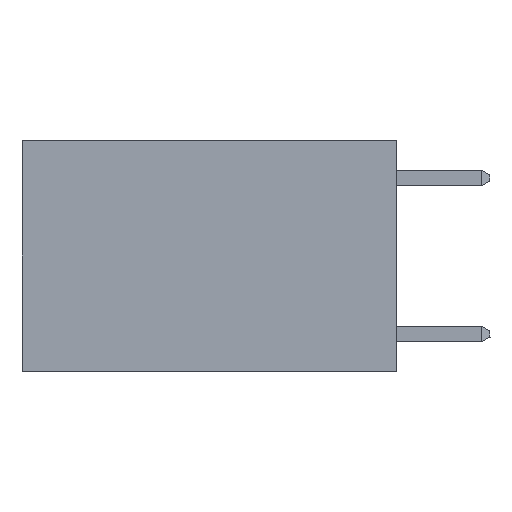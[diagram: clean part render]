
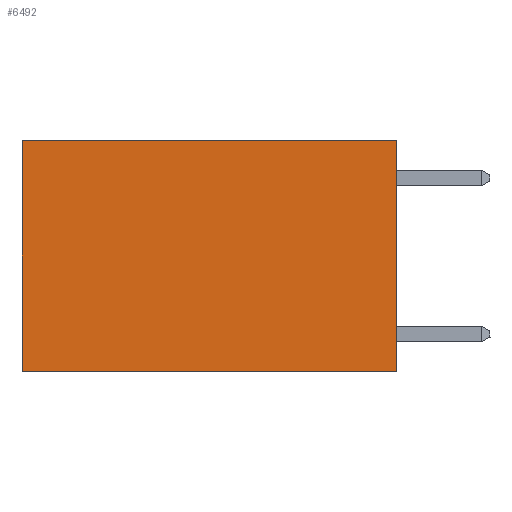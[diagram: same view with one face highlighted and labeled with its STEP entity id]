
A CAD part, left-side view. The second image highlights one B-rep face of the part: STEP entity #6492.
In plain terms, the highlighted planar face has unit normal (-1, 0, 0).
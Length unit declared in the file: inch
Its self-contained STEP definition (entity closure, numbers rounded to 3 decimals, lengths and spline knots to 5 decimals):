
#122 = EDGE_CURVE ( 'NONE', #5860, #189, #2607, .T. ) ;
#189 = VERTEX_POINT ( 'NONE', #791 ) ;
#601 = VERTEX_POINT ( 'NONE', #6363 ) ;
#791 = CARTESIAN_POINT ( 'NONE',  ( 0.2625, 0.6, -0.37 ) ) ;
#856 = VECTOR ( 'NONE', #9396, 39.37008 ) ;
#991 = CARTESIAN_POINT ( 'NONE',  ( 0.2625, 0.6, 0. ) ) ;
#1029 = VECTOR ( 'NONE', #4124, 39.37008 ) ;
#1161 = LINE ( 'NONE', #8408, #856 ) ;
#2317 = CARTESIAN_POINT ( 'NONE',  ( 0.2625, 0., 0. ) ) ;
#2607 = LINE ( 'NONE', #7730, #12027 ) ;
#2615 = EDGE_CURVE ( 'NONE', #4436, #189, #6239, .T. ) ;
#3209 = AXIS2_PLACEMENT_3D ( 'NONE', #2317, #4285, #11077 ) ;
#3558 = FACE_OUTER_BOUND ( 'NONE', #5138, .T. ) ;
#4124 = DIRECTION ( 'NONE',  ( 0., 0., -1. ) ) ;
#4285 = DIRECTION ( 'NONE',  ( 1., 0., 0. ) ) ;
#4436 = VERTEX_POINT ( 'NONE', #991 ) ;
#5138 = EDGE_LOOP ( 'NONE', ( #11680, #11459, #6858, #11282 ) ) ;
#5226 = PLANE ( 'NONE',  #3209 ) ;
#5860 = VERTEX_POINT ( 'NONE', #6338 ) ;
#6239 = LINE ( 'NONE', #11901, #1029 ) ;
#6338 = CARTESIAN_POINT ( 'NONE',  ( 0.2625, 0., -0.37 ) ) ;
#6363 = CARTESIAN_POINT ( 'NONE',  ( 0.2625, 0., 0. ) ) ;
#6492 = ADVANCED_FACE ( 'NONE', ( #3558 ), #5226, .F. ) ;
#6858 = ORIENTED_EDGE ( 'NONE', *, *, #9026, .F. ) ;
#7730 = CARTESIAN_POINT ( 'NONE',  ( 0.2625, 0., -0.37 ) ) ;
#8408 = CARTESIAN_POINT ( 'NONE',  ( 0.2625, 0., 0. ) ) ;
#8741 = VECTOR ( 'NONE', #11413, 39.37008 ) ;
#9026 = EDGE_CURVE ( 'NONE', #601, #5860, #11625, .T. ) ;
#9396 = DIRECTION ( 'NONE',  ( 0., 1., 0. ) ) ;
#10131 = DIRECTION ( 'NONE',  ( 0., 1., 0. ) ) ;
#10451 = CARTESIAN_POINT ( 'NONE',  ( 0.2625, 0., 0. ) ) ;
#11077 = DIRECTION ( 'NONE',  ( 0., 0., -1. ) ) ;
#11282 = ORIENTED_EDGE ( 'NONE', *, *, #11366, .T. ) ;
#11366 = EDGE_CURVE ( 'NONE', #601, #4436, #1161, .T. ) ;
#11413 = DIRECTION ( 'NONE',  ( 0., 0., -1. ) ) ;
#11459 = ORIENTED_EDGE ( 'NONE', *, *, #122, .F. ) ;
#11625 = LINE ( 'NONE', #10451, #8741 ) ;
#11680 = ORIENTED_EDGE ( 'NONE', *, *, #2615, .T. ) ;
#11901 = CARTESIAN_POINT ( 'NONE',  ( 0.2625, 0.6, 0. ) ) ;
#12027 = VECTOR ( 'NONE', #10131, 39.37008 ) ;
